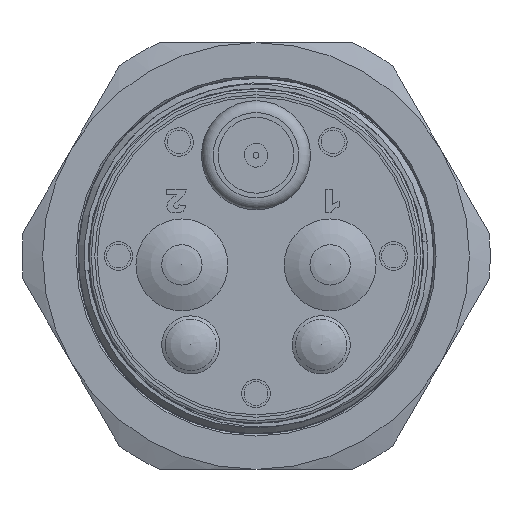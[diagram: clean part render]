
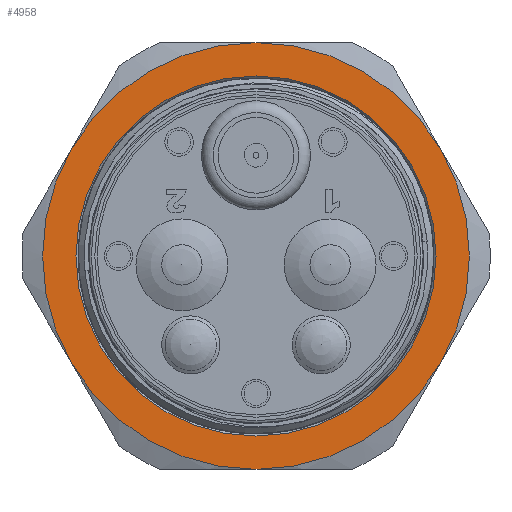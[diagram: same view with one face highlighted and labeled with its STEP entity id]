
A CAD part, front view. The second image highlights one B-rep face of the part: STEP entity #4958.
In plain terms, the highlighted face is planar.
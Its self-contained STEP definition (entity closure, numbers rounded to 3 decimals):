
#950=PLANE('',#6397);
#1988=ORIENTED_EDGE('',*,*,#2638,.T.);
#1989=ORIENTED_EDGE('',*,*,#2639,.T.);
#1990=ORIENTED_EDGE('',*,*,#2640,.T.);
#1991=ORIENTED_EDGE('',*,*,#2641,.T.);
#1992=ORIENTED_EDGE('',*,*,#2642,.T.);
#1993=ORIENTED_EDGE('',*,*,#2643,.T.);
#1994=ORIENTED_EDGE('',*,*,#2644,.T.);
#2638=EDGE_CURVE('',#3111,#3111,#3370,.F.);
#2639=EDGE_CURVE('',#3078,#3084,#3371,.T.);
#2640=EDGE_CURVE('',#3084,#3090,#3372,.T.);
#2641=EDGE_CURVE('',#3090,#3096,#3373,.T.);
#2642=EDGE_CURVE('',#3096,#3102,#3374,.T.);
#2643=EDGE_CURVE('',#3102,#3108,#3375,.T.);
#2644=EDGE_CURVE('',#3108,#3078,#3376,.T.);
#3078=VERTEX_POINT('',#14310);
#3084=VERTEX_POINT('',#14335);
#3090=VERTEX_POINT('',#14360);
#3096=VERTEX_POINT('',#14385);
#3102=VERTEX_POINT('',#14410);
#3108=VERTEX_POINT('',#14435);
#3111=VERTEX_POINT('',#14449);
#3370=CIRCLE('',#6398,15.188);
#3371=CIRCLE('',#6399,18.);
#3372=CIRCLE('',#6400,18.);
#3373=CIRCLE('',#6401,18.);
#3374=CIRCLE('',#6402,18.);
#3375=CIRCLE('',#6403,18.);
#3376=CIRCLE('',#6404,18.);
#3933=EDGE_LOOP('',(#1988));
#3934=EDGE_LOOP('',(#1989,#1990,#1991,#1992,#1993,#1994));
#4500=FACE_BOUND('',#3933,.T.);
#4501=FACE_BOUND('',#3934,.T.);
#4958=ADVANCED_FACE('',(#4500,#4501),#950,.T.);
#6397=AXIS2_PLACEMENT_3D('',#14447,#7881,#7882);
#6398=AXIS2_PLACEMENT_3D('',#14448,#7883,#7884);
#6399=AXIS2_PLACEMENT_3D('',#14450,#7885,#7886);
#6400=AXIS2_PLACEMENT_3D('',#14451,#7887,#7888);
#6401=AXIS2_PLACEMENT_3D('',#14452,#7889,#7890);
#6402=AXIS2_PLACEMENT_3D('',#14453,#7891,#7892);
#6403=AXIS2_PLACEMENT_3D('',#14454,#7893,#7894);
#6404=AXIS2_PLACEMENT_3D('',#14455,#7895,#7896);
#7881=DIRECTION('',(0.,1.,0.));
#7882=DIRECTION('',(0.,0.,1.));
#7883=DIRECTION('',(0.,1.,0.));
#7884=DIRECTION('',(0.,0.,1.));
#7885=DIRECTION('',(0.,1.,0.));
#7886=DIRECTION('',(0.,0.,1.));
#7887=DIRECTION('',(0.,1.,0.));
#7888=DIRECTION('',(0.,0.,1.));
#7889=DIRECTION('',(0.,1.,0.));
#7890=DIRECTION('',(0.,0.,1.));
#7891=DIRECTION('',(0.,1.,0.));
#7892=DIRECTION('',(0.,0.,1.));
#7893=DIRECTION('',(0.,1.,0.));
#7894=DIRECTION('',(0.,0.,1.));
#7895=DIRECTION('',(0.,1.,0.));
#7896=DIRECTION('',(0.,0.,1.));
#14310=CARTESIAN_POINT('',(-9.,2.5,15.588));
#14335=CARTESIAN_POINT('',(9.,2.5,15.588));
#14360=CARTESIAN_POINT('',(18.,2.5,0.));
#14385=CARTESIAN_POINT('',(9.,2.5,-15.588));
#14410=CARTESIAN_POINT('',(-9.,2.5,-15.588));
#14435=CARTESIAN_POINT('',(-18.,2.5,0.));
#14447=CARTESIAN_POINT('',(0.,2.5,0.));
#14448=CARTESIAN_POINT('',(0.,2.5,0.));
#14449=CARTESIAN_POINT('',(0.,2.5,15.188));
#14450=CARTESIAN_POINT('',(0.,2.5,0.));
#14451=CARTESIAN_POINT('',(0.,2.5,0.));
#14452=CARTESIAN_POINT('',(0.,2.5,0.));
#14453=CARTESIAN_POINT('',(0.,2.5,0.));
#14454=CARTESIAN_POINT('',(0.,2.5,0.));
#14455=CARTESIAN_POINT('',(0.,2.5,0.));
